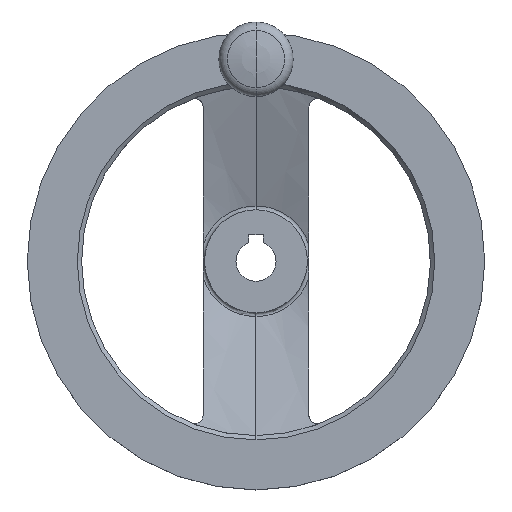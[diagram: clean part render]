
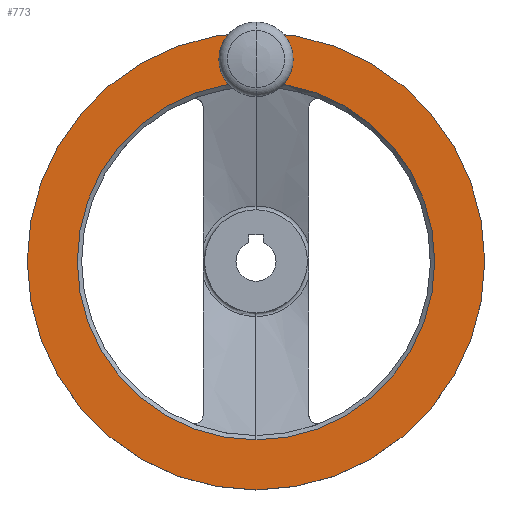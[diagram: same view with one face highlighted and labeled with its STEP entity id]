
A CAD part, top view. The second image highlights one B-rep face of the part: STEP entity #773.
In plain terms, the highlighted planar face has unit normal (0, 0, 1).
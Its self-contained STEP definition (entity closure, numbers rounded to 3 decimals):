
#291=EDGE_CURVE('',#471,#517,#829,.T.);
#307=EDGE_CURVE('',#717,#475,#847,.T.);
#347=VERTEX_POINT('',#889);
#425=EDGE_CURVE('',#517,#471,#973,.T.);
#471=VERTEX_POINT('',#1026);
#475=VERTEX_POINT('',#1030);
#517=VERTEX_POINT('',#1075);
#573=VERTEX_POINT('',#1137);
#577=EDGE_CURVE('',#475,#717,#1141,.T.);
#585=EDGE_CURVE('',#573,#347,#1150,.T.);
#611=EDGE_CURVE('',#347,#573,#1180,.T.);
#717=VERTEX_POINT('',#1297);
#773=ADVANCED_FACE('',(#1364,#1365,#1366),#1367,.T.);
#829=CIRCLE('',#1418,62.5);
#847=CIRCLE('',#1441,80.);
#889=CARTESIAN_POINT('',(0.,64.,39.));
#973=CIRCLE('',#1683,62.5);
#1026=CARTESIAN_POINT('',(0.,-62.5,39.0));
#1030=CARTESIAN_POINT('',(0.,80.,39.0));
#1075=CARTESIAN_POINT('',(0.,62.5,39.0));
#1137=CARTESIAN_POINT('',(0.,77.,39.0));
#1141=CIRCLE('',#1986,80.);
#1150=CIRCLE('',#1996,6.5);
#1180=CIRCLE('',#2036,6.5);
#1297=CARTESIAN_POINT('',(0.,-80.0,39.0));
#1364=FACE_BOUND('',#2373,.T.);
#1365=FACE_BOUND('',#2374,.T.);
#1366=FACE_OUTER_BOUND('',#2375,.T.);
#1367=PLANE('',#2376);
#1418=AXIS2_PLACEMENT_3D('',#2456,#2457,#2458);
#1441=AXIS2_PLACEMENT_3D('',#2488,#2489,#2490);
#1683=AXIS2_PLACEMENT_3D('',#2615,#2616,#2617);
#1986=AXIS2_PLACEMENT_3D('',#2822,#2823,#2824);
#1996=AXIS2_PLACEMENT_3D('',#2832,#2833,#2834);
#2036=AXIS2_PLACEMENT_3D('',#2880,#2881,#2882);
#2373=EDGE_LOOP('',(#3115,#3116));
#2374=EDGE_LOOP('',(#3117,#3118));
#2375=EDGE_LOOP('',(#3119,#3120));
#2376=AXIS2_PLACEMENT_3D('',#3121,#3122,#3123);
#2456=CARTESIAN_POINT('',(0.,0.,39.0));
#2457=DIRECTION('',(0.,0.,1.0));
#2458=DIRECTION('',(0.,1.0,0.));
#2488=CARTESIAN_POINT('',(0.,0.,39.0));
#2489=DIRECTION('',(0.,0.,1.0));
#2490=DIRECTION('',(0.,1.0,0.));
#2615=CARTESIAN_POINT('',(0.,0.,39.0));
#2616=DIRECTION('',(0.,0.,1.0));
#2617=DIRECTION('',(0.,1.0,0.));
#2822=CARTESIAN_POINT('',(0.,0.,39.0));
#2823=DIRECTION('',(0.,0.,1.0));
#2824=DIRECTION('',(0.,1.0,0.));
#2832=CARTESIAN_POINT('',(0.,70.5,39.0));
#2833=DIRECTION('',(0.,0.,-1.0));
#2834=DIRECTION('',(0.,-1.0,0.));
#2880=CARTESIAN_POINT('',(0.,70.5,39.0));
#2881=DIRECTION('',(0.,0.,-1.0));
#2882=DIRECTION('',(0.,-1.0,0.));
#3115=ORIENTED_EDGE('',*,*,#611,.T.);
#3116=ORIENTED_EDGE('',*,*,#585,.T.);
#3117=ORIENTED_EDGE('',*,*,#425,.F.);
#3118=ORIENTED_EDGE('',*,*,#291,.F.);
#3119=ORIENTED_EDGE('',*,*,#577,.T.);
#3120=ORIENTED_EDGE('',*,*,#307,.T.);
#3121=CARTESIAN_POINT('',(0.,71.25,39.0));
#3122=DIRECTION('',(0.,0.,1.0));
#3123=DIRECTION('',(0.,1.0,0.0));
